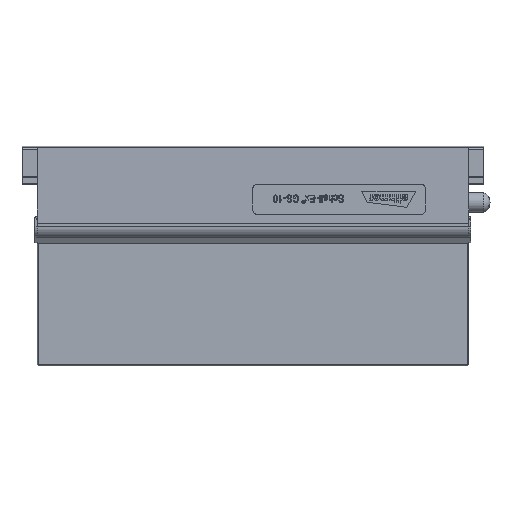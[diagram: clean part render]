
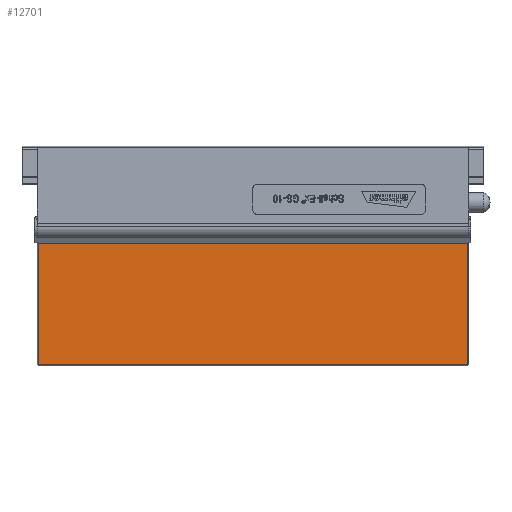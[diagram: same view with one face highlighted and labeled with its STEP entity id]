
A CAD part, left-side view. The second image highlights one B-rep face of the part: STEP entity #12701.
In plain terms, the highlighted planar face has unit normal (-1, 0, 0).
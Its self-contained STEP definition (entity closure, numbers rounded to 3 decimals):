
#971=PLANE('',#13962);
#4752=ORIENTED_EDGE('',*,*,#6702,.T.);
#4753=ORIENTED_EDGE('',*,*,#6703,.T.);
#4754=ORIENTED_EDGE('',*,*,#6704,.T.);
#4755=ORIENTED_EDGE('',*,*,#6705,.T.);
#6702=EDGE_CURVE('',#7964,#7965,#9122,.T.);
#6703=EDGE_CURVE('',#7965,#7966,#9123,.T.);
#6704=EDGE_CURVE('',#7966,#7967,#9124,.T.);
#6705=EDGE_CURVE('',#7967,#7964,#9125,.T.);
#7964=VERTEX_POINT('',#25146);
#7965=VERTEX_POINT('',#25147);
#7966=VERTEX_POINT('',#25149);
#7967=VERTEX_POINT('',#25151);
#9122=LINE('',#25145,#10292);
#9123=LINE('',#25148,#10293);
#9124=LINE('',#25150,#10294);
#9125=LINE('',#25152,#10295);
#10292=VECTOR('',#16956,1000.);
#10293=VECTOR('',#16957,1000.);
#10294=VECTOR('',#16958,1000.);
#10295=VECTOR('',#16959,1000.);
#11072=EDGE_LOOP('',(#4752,#4753,#4754,#4755));
#11832=FACE_BOUND('',#11072,.T.);
#12701=ADVANCED_FACE('',(#11832),#971,.F.);
#13962=AXIS2_PLACEMENT_3D('',#25144,#16954,#16955);
#16954=DIRECTION('',(1.,0.,0.));
#16955=DIRECTION('',(0.,0.,-1.));
#16956=DIRECTION('',(0.,0.,-1.));
#16957=DIRECTION('',(0.,-1.,0.));
#16958=DIRECTION('',(0.,0.,1.));
#16959=DIRECTION('',(0.,1.,0.));
#25144=CARTESIAN_POINT('',(0.,-50.,200.));
#25145=CARTESIAN_POINT('',(0.,49.5,200.));
#25146=CARTESIAN_POINT('',(0.,49.5,199.5));
#25147=CARTESIAN_POINT('',(0.,49.5,0.5));
#25148=CARTESIAN_POINT('',(0.,-50.,0.5));
#25149=CARTESIAN_POINT('',(0.,-49.5,0.5));
#25150=CARTESIAN_POINT('',(0.,-49.5,200.));
#25151=CARTESIAN_POINT('',(0.,-49.5,199.5));
#25152=CARTESIAN_POINT('',(0.,-50.,199.5));
